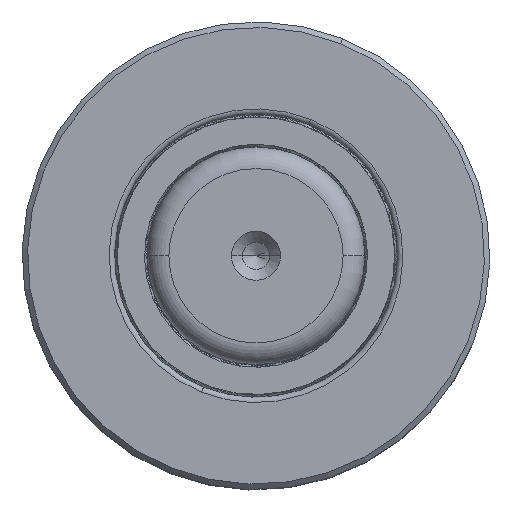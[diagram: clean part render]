
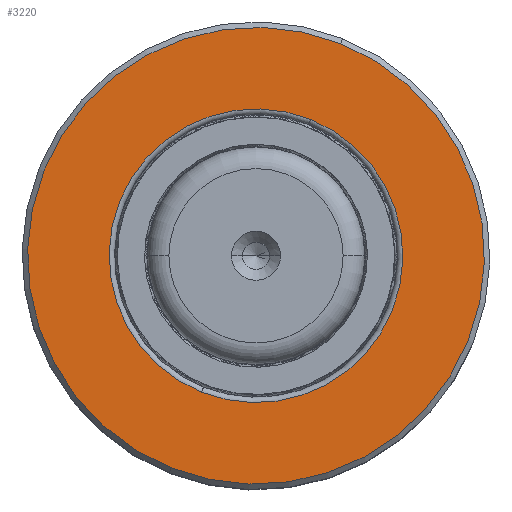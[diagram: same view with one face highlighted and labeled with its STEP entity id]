
A CAD part, top view. The second image highlights one B-rep face of the part: STEP entity #3220.
In plain terms, the highlighted face is planar.
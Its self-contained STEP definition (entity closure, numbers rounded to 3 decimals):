
#245 = DIRECTION ( 'NONE',  ( 0., -1., 0. ) ) ;
#955 = EDGE_CURVE ( 'NONE', #26589, #2720, #26935, .T. ) ;
#1322 = VERTEX_POINT ( 'NONE', #4643 ) ;
#2720 = VERTEX_POINT ( 'NONE', #18275 ) ;
#2837 = CARTESIAN_POINT ( 'NONE',  ( 0., 15.687, -13.5 ) ) ;
#3220 = ADVANCED_FACE ( 'NONE', ( #17661, #4166 ), #10117, .T. ) ;
#4067 = DIRECTION ( 'NONE',  ( 0., -1., 0. ) ) ;
#4166 = FACE_OUTER_BOUND ( 'NONE', #23241, .T. ) ;
#4209 = DIRECTION ( 'NONE',  ( 0., -1., 0. ) ) ;
#4643 = CARTESIAN_POINT ( 'NONE',  ( 0., 15.687, 21. ) ) ;
#4743 = CARTESIAN_POINT ( 'NONE',  ( 0., 15.687, -21. ) ) ;
#6197 = CIRCLE ( 'NONE', #32818, 21. ) ;
#8216 = ORIENTED_EDGE ( 'NONE', *, *, #24591, .F. ) ;
#8940 = DIRECTION ( 'NONE',  ( 0., 0., -1. ) ) ;
#10117 = PLANE ( 'NONE',  #30874 ) ;
#10538 = DIRECTION ( 'NONE',  ( 0., 0., -1. ) ) ;
#10636 = ORIENTED_EDGE ( 'NONE', *, *, #19741, .T. ) ;
#13322 = EDGE_CURVE ( 'NONE', #31397, #1322, #14425, .T. ) ;
#14425 = CIRCLE ( 'NONE', #22907, 21. ) ;
#15069 = AXIS2_PLACEMENT_3D ( 'NONE', #24836, #245, #27282 ) ;
#15733 = CARTESIAN_POINT ( 'NONE',  ( 21., 15.687, 0. ) ) ;
#17661 = FACE_BOUND ( 'NONE', #27103, .T. ) ;
#18275 = CARTESIAN_POINT ( 'NONE',  ( 0., 15.687, 13.5 ) ) ;
#19741 = EDGE_CURVE ( 'NONE', #2720, #26589, #30232, .T. ) ;
#21116 = AXIS2_PLACEMENT_3D ( 'NONE', #23153, #4209, #31782 ) ;
#22907 = AXIS2_PLACEMENT_3D ( 'NONE', #27699, #4067, #8940 ) ;
#23153 = CARTESIAN_POINT ( 'NONE',  ( 0., 15.687, 0. ) ) ;
#23241 = EDGE_LOOP ( 'NONE', ( #25320, #8216 ) ) ;
#24591 = EDGE_CURVE ( 'NONE', #1322, #31397, #6197, .T. ) ;
#24836 = CARTESIAN_POINT ( 'NONE',  ( 0., 15.687, 0. ) ) ;
#25320 = ORIENTED_EDGE ( 'NONE', *, *, #13322, .F. ) ;
#26504 = CARTESIAN_POINT ( 'NONE',  ( 0., 15.687, 0. ) ) ;
#26545 = DIRECTION ( 'NONE',  ( 0., 1., 0. ) ) ;
#26589 = VERTEX_POINT ( 'NONE', #2837 ) ;
#26935 = CIRCLE ( 'NONE', #21116, 13.5 ) ;
#27103 = EDGE_LOOP ( 'NONE', ( #33605, #10636 ) ) ;
#27282 = DIRECTION ( 'NONE',  ( 0., 0., -1. ) ) ;
#27699 = CARTESIAN_POINT ( 'NONE',  ( 0., 15.687, 0. ) ) ;
#29324 = DIRECTION ( 'NONE',  ( 0., 0., 1. ) ) ;
#30232 = CIRCLE ( 'NONE', #15069, 13.5 ) ;
#30874 = AXIS2_PLACEMENT_3D ( 'NONE', #15733, #26545, #29324 ) ;
#31397 = VERTEX_POINT ( 'NONE', #4743 ) ;
#31782 = DIRECTION ( 'NONE',  ( 0., 0., -1. ) ) ;
#31985 = DIRECTION ( 'NONE',  ( 0., -1., 0. ) ) ;
#32818 = AXIS2_PLACEMENT_3D ( 'NONE', #26504, #31985, #10538 ) ;
#33605 = ORIENTED_EDGE ( 'NONE', *, *, #955, .T. ) ;
